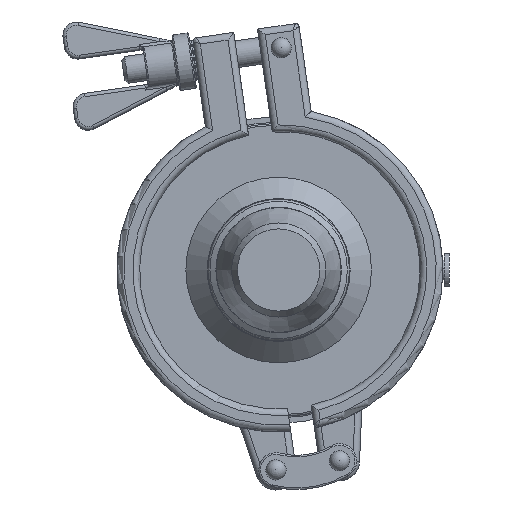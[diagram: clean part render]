
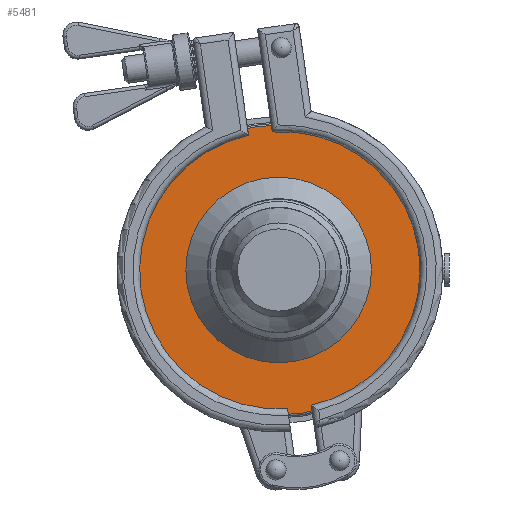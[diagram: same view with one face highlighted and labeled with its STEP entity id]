
A CAD part, front view. The second image highlights one B-rep face of the part: STEP entity #5481.
In plain terms, the highlighted planar face has unit normal (0, -1, 0).
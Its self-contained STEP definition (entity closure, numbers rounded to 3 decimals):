
#307=PLANE('',#5876);
#1015=CIRCLE('',#5877,43.);
#1447=FACE_OUTER_BOUND('',#1812,.T.);
#1812=EDGE_LOOP('',(#3851));
#2368=VERTEX_POINT('',#9008);
#2926=EDGE_CURVE('',#2368,#2368,#1015,.T.);
#3851=ORIENTED_EDGE('',*,*,#2926,.F.);
#5481=ADVANCED_FACE('',(#1447),#307,.T.);
#5876=AXIS2_PLACEMENT_3D('',#9007,#6696,#6697);
#5877=AXIS2_PLACEMENT_3D('',#9009,#6698,#6699);
#6696=DIRECTION('center_axis',(0.,-1.,0.));
#6697=DIRECTION('ref_axis',(0.,0.,-1.));
#6698=DIRECTION('center_axis',(0.,1.,0.));
#6699=DIRECTION('ref_axis',(-1.,0.,0.));
#9007=CARTESIAN_POINT('Origin',(-25.25,-44.732,0.));
#9008=CARTESIAN_POINT('',(0.,-44.732,-43.));
#9009=CARTESIAN_POINT('Origin',(0.,-44.732,0.));
